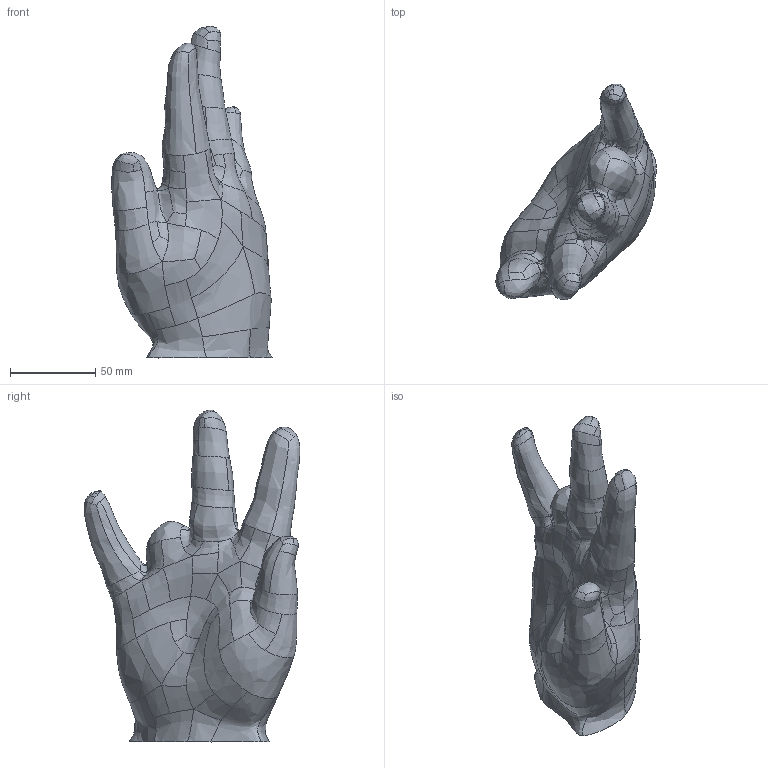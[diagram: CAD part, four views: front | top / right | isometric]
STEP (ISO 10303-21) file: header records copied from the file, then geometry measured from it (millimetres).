
FILE_DESCRIPTION(/* description */ (''),/* implementation_level */ '2;1');
FILE_NAME(/* name */ '',/* time_stamp */ '2023-07-20T17:41:29+03:00',/* author */ (''),/* organization */ (''),/* preprocessor_version */ 'ST-DEVELOPER v19.2',/* originating_system */ 'Autodesk Translation Framework v12.6.0.85',/* authorisation */ '');
FILE_SCHEMA (('AUTOMOTIVE_DESIGN { 1 0 10303 214 3 1 1 }'));
Length unit declared in the file: millimetre
Products named in the file (1): Слепок руки
Bounding box: 94.45 x 126.83 x 195.15 mm (x, y, z)
Volume: 591245.7 mm3; surface area: 53138.4 mm2
Topology: 1 solids, 1 shells, 176 faces, 459 edges, 285 vertices
Faces by surface type: bspline 176
Entity records: 25076 total; most frequent: CARTESIAN_POINT 22211, ORIENTED_EDGE 918, B_SPLINE_CURVE_WITH_KNOTS 459, EDGE_CURVE 459, VERTEX_POINT 285, FACE_OUTER_BOUND 176, EDGE_LOOP 176, B_SPLINE_SURFACE_WITH_KNOTS 176
